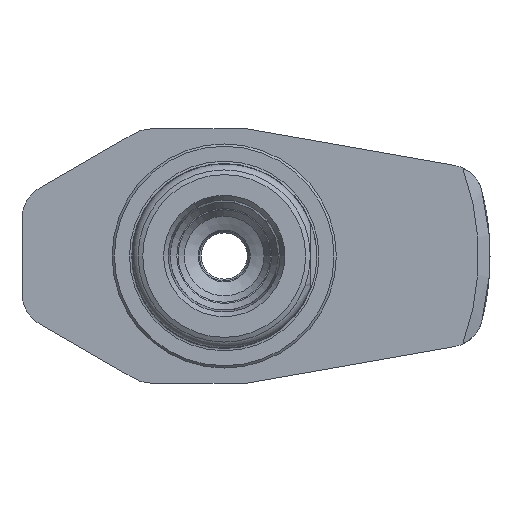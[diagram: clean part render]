
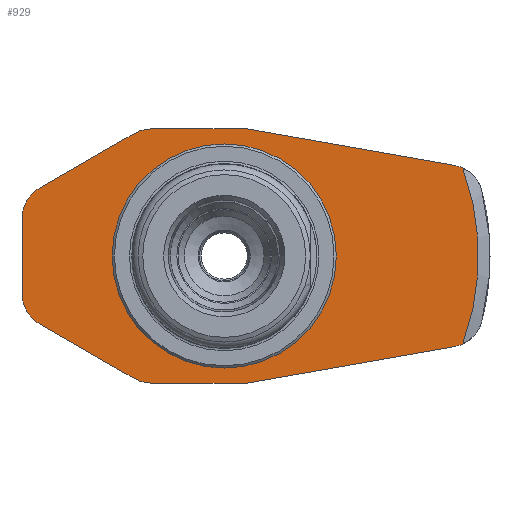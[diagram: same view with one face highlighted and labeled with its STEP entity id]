
A CAD part, left-side view. The second image highlights one B-rep face of the part: STEP entity #929.
In plain terms, the highlighted planar face has unit normal (-1, 0, 0).
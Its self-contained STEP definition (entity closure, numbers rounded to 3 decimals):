
#416=CARTESIAN_POINT('',(50.2,7.804,10.598));
#417=VERTEX_POINT('',#416);
#424=CARTESIAN_POINT('',(50.2,6.304,11.));
#425=VERTEX_POINT('',#424);
#426=CARTESIAN_POINT('',(50.2,6.304,8.));
#427=DIRECTION('',(-1.0,0.0,0.0));
#428=DIRECTION('',(0.0,0.5,0.866));
#429=AXIS2_PLACEMENT_3D('',#426,#427,#428);
#430=CIRCLE('',#429,3.0);
#431=EDGE_CURVE('',#425,#417,#430,.T.);
#455=CARTESIAN_POINT('',(50.2,16.,5.866));
#456=VERTEX_POINT('',#455);
#463=CARTESIAN_POINT('',(50.2,7.804,10.598));
#464=DIRECTION('',(0.0,0.866,-0.5));
#465=VECTOR('',#464,9.464);
#466=LINE('',#463,#465);
#467=EDGE_CURVE('',#417,#456,#466,.T.);
#487=CARTESIAN_POINT('',(50.2,-2.0,11.));
#488=VERTEX_POINT('',#487);
#489=CARTESIAN_POINT('',(50.2,-2.0,11.));
#490=DIRECTION('',(0.0,1.0,0.0));
#491=VECTOR('',#490,8.304);
#492=LINE('',#489,#491);
#493=EDGE_CURVE('',#488,#425,#492,.T.);
#518=CARTESIAN_POINT('',(50.2,17.5,3.268));
#519=VERTEX_POINT('',#518);
#526=CARTESIAN_POINT('',(50.2,14.5,3.268));
#527=DIRECTION('',(-1.0,0.0,0.0));
#528=DIRECTION('',(0.0,1.0,0.0));
#529=AXIS2_PLACEMENT_3D('',#526,#527,#528);
#530=CIRCLE('',#529,3.0);
#531=EDGE_CURVE('',#456,#519,#530,.T.);
#551=CARTESIAN_POINT('',(50.2,-19.915,7.841));
#552=VERTEX_POINT('',#551);
#553=CARTESIAN_POINT('',(50.2,-19.915,7.841));
#554=DIRECTION('',(0.0,0.985,0.174));
#555=VECTOR('',#554,18.191);
#556=LINE('',#553,#555);
#557=EDGE_CURVE('',#552,#488,#556,.T.);
#583=CARTESIAN_POINT('',(50.2,-20.64,7.616));
#584=VERTEX_POINT('',#583);
#585=CARTESIAN_POINT('',(50.2,-19.394,4.887));
#586=DIRECTION('',(-1.0,0.0,0.0));
#587=DIRECTION('',(0.0,-0.174,0.985));
#588=AXIS2_PLACEMENT_3D('',#585,#586,#587);
#589=CIRCLE('',#588,3.0);
#590=EDGE_CURVE('',#584,#552,#589,.T.);
#674=CARTESIAN_POINT('',(50.2,-20.64,-7.616));
#675=VERTEX_POINT('',#674);
#689=CARTESIAN_POINT('',(50.2,-19.915,-7.841));
#690=VERTEX_POINT('',#689);
#691=CARTESIAN_POINT('',(50.2,-19.394,-4.887));
#692=DIRECTION('',(-1.0,0.0,0.0));
#693=DIRECTION('',(0.0,-0.97,-0.244));
#694=AXIS2_PLACEMENT_3D('',#691,#692,#693);
#695=CIRCLE('',#694,3.0);
#696=EDGE_CURVE('',#690,#675,#695,.T.);
#721=CARTESIAN_POINT('',(50.2,-2.0,-11.));
#722=VERTEX_POINT('',#721);
#723=CARTESIAN_POINT('',(50.2,-2.,-11.));
#724=DIRECTION('',(0.0,-0.985,0.174));
#725=VECTOR('',#724,18.191);
#726=LINE('',#723,#725);
#727=EDGE_CURVE('',#722,#690,#726,.T.);
#752=CARTESIAN_POINT('',(50.2,6.304,-11.));
#753=VERTEX_POINT('',#752);
#754=CARTESIAN_POINT('',(50.2,6.304,-11.));
#755=DIRECTION('',(0.0,-1.0,0.0));
#756=VECTOR('',#755,8.304);
#757=LINE('',#754,#756);
#758=EDGE_CURVE('',#753,#722,#757,.T.);
#784=CARTESIAN_POINT('',(50.2,7.804,-10.598));
#785=VERTEX_POINT('',#784);
#786=CARTESIAN_POINT('',(50.2,6.304,-8.));
#787=DIRECTION('',(-1.0,0.0,0.0));
#788=DIRECTION('',(0.0,0.0,-1.0));
#789=AXIS2_PLACEMENT_3D('',#786,#787,#788);
#790=CIRCLE('',#789,3.0);
#791=EDGE_CURVE('',#785,#753,#790,.T.);
#816=CARTESIAN_POINT('',(50.2,16.,-5.866));
#817=VERTEX_POINT('',#816);
#818=CARTESIAN_POINT('',(50.2,16.,-5.866));
#819=DIRECTION('',(0.0,-0.866,-0.5));
#820=VECTOR('',#819,9.464);
#821=LINE('',#818,#820);
#822=EDGE_CURVE('',#817,#785,#821,.T.);
#848=CARTESIAN_POINT('',(50.2,17.5,-3.268));
#849=VERTEX_POINT('',#848);
#850=CARTESIAN_POINT('',(50.2,14.5,-3.268));
#851=DIRECTION('',(-1.0,0.0,0.0));
#852=DIRECTION('',(0.0,0.5,-0.866));
#853=AXIS2_PLACEMENT_3D('',#850,#851,#852);
#854=CIRCLE('',#853,3.);
#855=EDGE_CURVE('',#849,#817,#854,.T.);
#878=CARTESIAN_POINT('',(50.2,17.5,3.268));
#879=DIRECTION('',(0.0,0.0,-1.0));
#880=VECTOR('',#879,6.536);
#881=LINE('',#878,#880);
#882=EDGE_CURVE('',#519,#849,#881,.T.);
#891=CARTESIAN_POINT('',(50.2,15.85,0.0));
#892=DIRECTION('',(-1.0,0.0,0.0));
#893=DIRECTION('',(0.0,0.0,1.0));
#894=AXIS2_PLACEMENT_3D('',#891,#892,#893);
#895=PLANE('',#894);
#896=ORIENTED_EDGE('',*,*,#590,.T.);
#897=ORIENTED_EDGE('',*,*,#557,.T.);
#898=ORIENTED_EDGE('',*,*,#493,.T.);
#899=ORIENTED_EDGE('',*,*,#431,.T.);
#900=ORIENTED_EDGE('',*,*,#467,.T.);
#901=ORIENTED_EDGE('',*,*,#531,.T.);
#902=ORIENTED_EDGE('',*,*,#882,.T.);
#903=ORIENTED_EDGE('',*,*,#855,.T.);
#904=ORIENTED_EDGE('',*,*,#822,.T.);
#905=ORIENTED_EDGE('',*,*,#791,.T.);
#906=ORIENTED_EDGE('',*,*,#758,.T.);
#907=ORIENTED_EDGE('',*,*,#727,.T.);
#908=ORIENTED_EDGE('',*,*,#696,.T.);
#909=CARTESIAN_POINT('',(50.2,0.0,0.0));
#910=DIRECTION('',(1.0,0.0,0.0));
#911=DIRECTION('',(0.0,1.0,0.0));
#912=AXIS2_PLACEMENT_3D('',#909,#910,#911);
#913=CIRCLE('',#912,22.);
#914=EDGE_CURVE('',#584,#675,#913,.T.);
#915=ORIENTED_EDGE('',*,*,#914,.F.);
#916=EDGE_LOOP('',(#896,#897,#898,#899,#900,#901,#902,#903,#904,#905,#906,#907,#908,#915));
#917=FACE_OUTER_BOUND('',#916,.T.);
#918=CARTESIAN_POINT('',(50.2,9.7,0.0));
#919=VERTEX_POINT('',#918);
#920=CARTESIAN_POINT('',(50.2,0.0,0.0));
#921=DIRECTION('',(1.0,0.0,0.0));
#922=DIRECTION('',(0.0,1.0,0.0));
#923=AXIS2_PLACEMENT_3D('',#920,#921,#922);
#924=CIRCLE('',#923,9.7);
#925=EDGE_CURVE('',#919,#919,#924,.T.);
#926=ORIENTED_EDGE('',*,*,#925,.T.);
#927=EDGE_LOOP('',(#926));
#928=FACE_BOUND('',#927,.T.);
#929=ADVANCED_FACE('',(#917,#928),#895,.T.);
